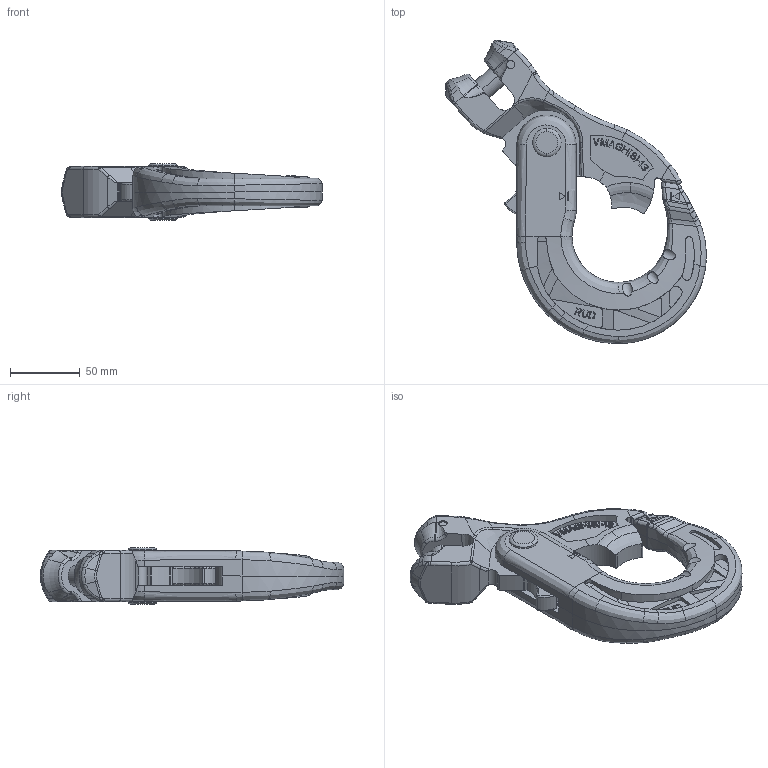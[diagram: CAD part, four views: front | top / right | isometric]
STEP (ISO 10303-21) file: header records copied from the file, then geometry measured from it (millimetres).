
FILE_DESCRIPTION((''),'2;1');
FILE_NAME('001-M34356-P-2_ASM','2014-10-21T',('Andreas.Wendler'),(''),'PRO/ENGINEER BY PARAMETRIC TECHNOLOGY CORPORATION, 2010140','PRO/ENGINEER BY PARAMETRIC TECHNOLOGY CORPORATION, 2010140','');
FILE_SCHEMA(('CONFIG_CONTROL_DESIGN'));
Length unit declared in the file: millimetre
Products named in the file (3): 001-M33114-P-2_AF0; 001-M34355-P-1; 001-M34356-P-2_ASM
Assembly tree (2 placements, depth 2):
  001-M34356-P-2_ASM
    001-M33114-P-2_AF0
    001-M34355-P-1
Bounding box: 186.31 x 216.76 x 40.69 mm (x, y, z)
Volume: 402519.7 mm3; surface area: 77129.3 mm2
Topology: 2 solids, 2 shells, 818 faces, 2182 edges, 1392 vertices
Faces by surface type: plane 437, bspline 156, cylinder 156, torus 42, cone 20, sphere 6, extrusion 1
Entity records: 35333 total; most frequent: CARTESIAN_POINT 16248, ORIENTED_EDGE 4364, DIRECTION 3356, EDGE_CURVE 2182, VERTEX_POINT 1392, VECTOR 1300, LINE 1299, AXIS2_PLACEMENT_3D 1028
